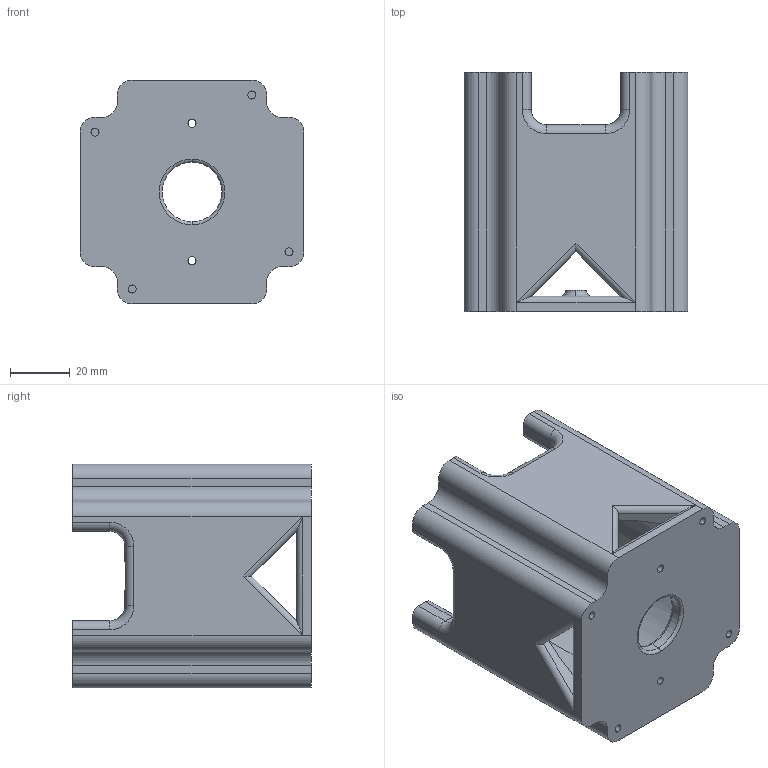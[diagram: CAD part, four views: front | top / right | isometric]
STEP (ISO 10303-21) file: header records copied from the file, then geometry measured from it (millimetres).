
FILE_DESCRIPTION (( 'STEP AP214' ), '1' );
FILE_NAME ('Motor_Back_Cover.STEP', '2019-05-16T20:32:13', ( 'Windows User' ), ( '' ), 'SwSTEP 2.0', 'SolidWorks 2018', '' );
FILE_SCHEMA (( 'AUTOMOTIVE_DESIGN' ));
Length unit declared in the file: millimetre
Products named in the file (1): Motor_Back_Cover
Bounding box: 75 x 80 x 75 mm (x, y, z)
Volume: 122675.9 mm3; surface area: 44142.5 mm2
Topology: 1 solids, 1 shells, 148 faces, 386 edges, 246 vertices
Faces by surface type: cylinder 76, plane 44, torus 20, bspline 8
Entity records: 5422 total; most frequent: CARTESIAN_POINT 1741, DIRECTION 778, ORIENTED_EDGE 772, EDGE_CURVE 386, AXIS2_PLACEMENT_3D 307, VERTEX_POINT 246, EDGE_LOOP 168, CIRCLE 166
